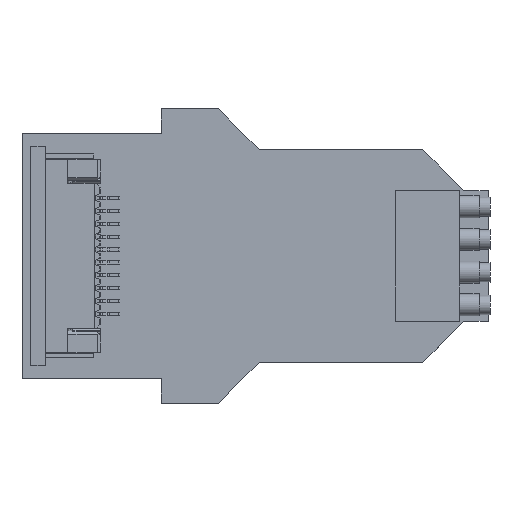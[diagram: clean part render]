
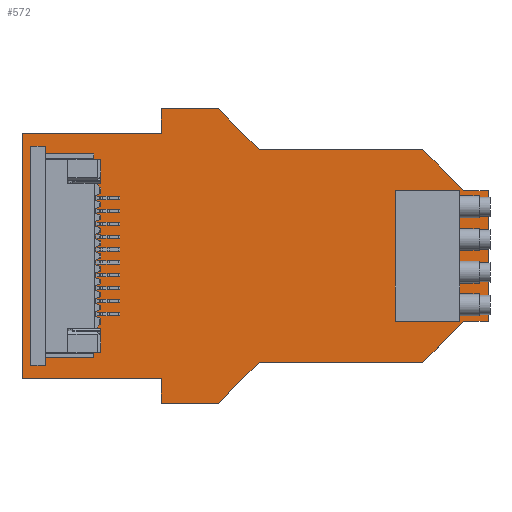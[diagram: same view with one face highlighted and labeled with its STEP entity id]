
A CAD part, top view. The second image highlights one B-rep face of the part: STEP entity #572.
In plain terms, the highlighted planar face has unit normal (0, 0, 1).
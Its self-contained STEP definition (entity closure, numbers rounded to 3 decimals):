
#81 = VERTEX_POINT('',#82);
#82 = CARTESIAN_POINT('',(147.955,-106.045,0.));
#99 = VERTEX_POINT('',#100);
#100 = CARTESIAN_POINT('',(146.05,-106.045,0.));
#106 = EDGE_CURVE('',#81,#99,#107,.T.);
#107 = LINE('',#108,#109);
#108 = CARTESIAN_POINT('',(147.955,-106.045,0.));
#109 = VECTOR('',#110,1.);
#110 = DIRECTION('',(-1.,0.,0.));
#130 = VERTEX_POINT('',#131);
#131 = CARTESIAN_POINT('',(142.875,-102.87,0.));
#137 = EDGE_CURVE('',#99,#130,#138,.T.);
#138 = LINE('',#139,#140);
#139 = CARTESIAN_POINT('',(146.05,-106.045,0.));
#140 = VECTOR('',#141,1.);
#141 = DIRECTION('',(-0.707,0.707,0.));
#161 = VERTEX_POINT('',#162);
#162 = CARTESIAN_POINT('',(130.175,-102.87,0.));
#168 = EDGE_CURVE('',#130,#161,#169,.T.);
#169 = LINE('',#170,#171);
#170 = CARTESIAN_POINT('',(142.875,-102.87,0.));
#171 = VECTOR('',#172,1.);
#172 = DIRECTION('',(-1.,0.,0.));
#183 = VERTEX_POINT('',#184);
#184 = CARTESIAN_POINT('',(127.,-99.695,0.));
#199 = EDGE_CURVE('',#183,#161,#200,.T.);
#200 = LINE('',#201,#202);
#201 = CARTESIAN_POINT('',(127.,-99.695,0.));
#202 = VECTOR('',#203,1.);
#203 = DIRECTION('',(0.707,-0.707,0.));
#214 = VERTEX_POINT('',#215);
#215 = CARTESIAN_POINT('',(122.555,-99.695,0.));
#230 = EDGE_CURVE('',#214,#183,#231,.T.);
#231 = LINE('',#232,#233);
#232 = CARTESIAN_POINT('',(122.555,-99.695,0.));
#233 = VECTOR('',#234,1.);
#234 = DIRECTION('',(1.,0.,0.));
#245 = VERTEX_POINT('',#246);
#246 = CARTESIAN_POINT('',(122.555,-101.6,0.));
#261 = EDGE_CURVE('',#245,#214,#262,.T.);
#262 = LINE('',#263,#264);
#263 = CARTESIAN_POINT('',(122.555,-101.6,0.));
#264 = VECTOR('',#265,1.);
#265 = DIRECTION('',(0.,1.,0.));
#276 = VERTEX_POINT('',#277);
#277 = CARTESIAN_POINT('',(111.76,-101.6,0.));
#292 = EDGE_CURVE('',#276,#245,#293,.T.);
#293 = LINE('',#294,#295);
#294 = CARTESIAN_POINT('',(111.76,-101.6,0.));
#295 = VECTOR('',#296,1.);
#296 = DIRECTION('',(1.,0.,0.));
#316 = VERTEX_POINT('',#317);
#317 = CARTESIAN_POINT('',(111.76,-120.65,0.));
#323 = EDGE_CURVE('',#276,#316,#324,.T.);
#324 = LINE('',#325,#326);
#325 = CARTESIAN_POINT('',(111.76,-101.6,0.));
#326 = VECTOR('',#327,1.);
#327 = DIRECTION('',(0.,-1.,0.));
#347 = VERTEX_POINT('',#348);
#348 = CARTESIAN_POINT('',(122.555,-120.65,0.));
#354 = EDGE_CURVE('',#316,#347,#355,.T.);
#355 = LINE('',#356,#357);
#356 = CARTESIAN_POINT('',(111.76,-120.65,0.));
#357 = VECTOR('',#358,1.);
#358 = DIRECTION('',(1.,0.,0.));
#378 = VERTEX_POINT('',#379);
#379 = CARTESIAN_POINT('',(122.555,-122.555,0.));
#385 = EDGE_CURVE('',#347,#378,#386,.T.);
#386 = LINE('',#387,#388);
#387 = CARTESIAN_POINT('',(122.555,-120.65,0.));
#388 = VECTOR('',#389,1.);
#389 = DIRECTION('',(0.,-1.,0.));
#409 = VERTEX_POINT('',#410);
#410 = CARTESIAN_POINT('',(127.,-122.555,0.));
#416 = EDGE_CURVE('',#378,#409,#417,.T.);
#417 = LINE('',#418,#419);
#418 = CARTESIAN_POINT('',(122.555,-122.555,0.));
#419 = VECTOR('',#420,1.);
#420 = DIRECTION('',(1.,0.,0.));
#440 = VERTEX_POINT('',#441);
#441 = CARTESIAN_POINT('',(130.175,-119.38,0.));
#447 = EDGE_CURVE('',#409,#440,#448,.T.);
#448 = LINE('',#449,#450);
#449 = CARTESIAN_POINT('',(127.,-122.555,0.));
#450 = VECTOR('',#451,1.);
#451 = DIRECTION('',(0.707,0.707,0.));
#462 = VERTEX_POINT('',#463);
#463 = CARTESIAN_POINT('',(142.875,-119.38,0.));
#478 = EDGE_CURVE('',#462,#440,#479,.T.);
#479 = LINE('',#480,#481);
#480 = CARTESIAN_POINT('',(142.875,-119.38,0.));
#481 = VECTOR('',#482,1.);
#482 = DIRECTION('',(-1.,0.,0.));
#493 = VERTEX_POINT('',#494);
#494 = CARTESIAN_POINT('',(146.05,-116.205,0.));
#509 = EDGE_CURVE('',#493,#462,#510,.T.);
#510 = LINE('',#511,#512);
#511 = CARTESIAN_POINT('',(146.05,-116.205,0.));
#512 = VECTOR('',#513,1.);
#513 = DIRECTION('',(-0.707,-0.707,0.));
#524 = VERTEX_POINT('',#525);
#525 = CARTESIAN_POINT('',(147.955,-116.205,0.));
#540 = EDGE_CURVE('',#524,#493,#541,.T.);
#541 = LINE('',#542,#543);
#542 = CARTESIAN_POINT('',(147.955,-116.205,0.));
#543 = VECTOR('',#544,1.);
#544 = DIRECTION('',(-1.,0.,0.));
#562 = EDGE_CURVE('',#81,#524,#563,.T.);
#563 = LINE('',#564,#565);
#564 = CARTESIAN_POINT('',(147.955,-106.045,0.));
#565 = VECTOR('',#566,1.);
#566 = DIRECTION('',(0.,-1.,0.));
#572 = ADVANCED_FACE('',(#573),#591,.T.);
#573 = FACE_BOUND('',#574,.T.);
#574 = EDGE_LOOP('',(#575,#576,#577,#578,#579,#580,#581,#582,#583,#584,
    #585,#586,#587,#588,#589,#590));
#575 = ORIENTED_EDGE('',*,*,#106,.T.);
#576 = ORIENTED_EDGE('',*,*,#137,.T.);
#577 = ORIENTED_EDGE('',*,*,#168,.T.);
#578 = ORIENTED_EDGE('',*,*,#199,.F.);
#579 = ORIENTED_EDGE('',*,*,#230,.F.);
#580 = ORIENTED_EDGE('',*,*,#261,.F.);
#581 = ORIENTED_EDGE('',*,*,#292,.F.);
#582 = ORIENTED_EDGE('',*,*,#323,.T.);
#583 = ORIENTED_EDGE('',*,*,#354,.T.);
#584 = ORIENTED_EDGE('',*,*,#385,.T.);
#585 = ORIENTED_EDGE('',*,*,#416,.T.);
#586 = ORIENTED_EDGE('',*,*,#447,.T.);
#587 = ORIENTED_EDGE('',*,*,#478,.F.);
#588 = ORIENTED_EDGE('',*,*,#509,.F.);
#589 = ORIENTED_EDGE('',*,*,#540,.F.);
#590 = ORIENTED_EDGE('',*,*,#562,.F.);
#591 = PLANE('',#592);
#592 = AXIS2_PLACEMENT_3D('',#593,#594,#595);
#593 = CARTESIAN_POINT('',(128.469,-111.125,0.));
#594 = DIRECTION('',(0.,0.,1.));
#595 = DIRECTION('',(1.,0.,0.));
